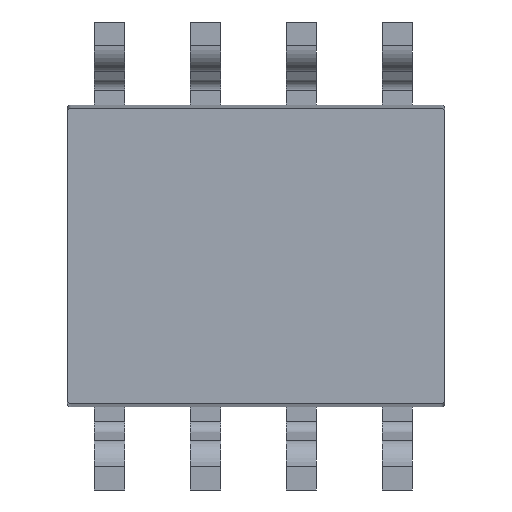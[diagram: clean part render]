
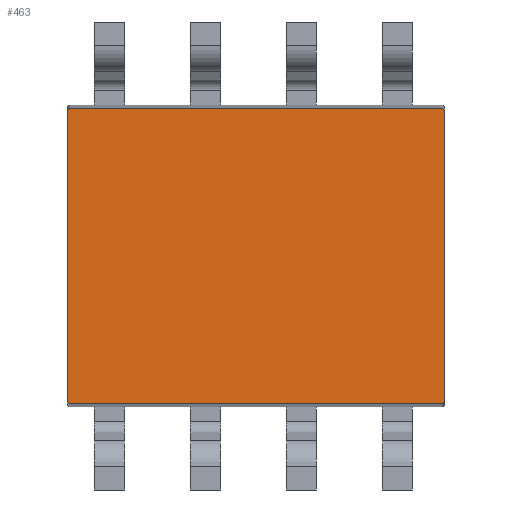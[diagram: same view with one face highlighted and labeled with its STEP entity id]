
A CAD part, front view. The second image highlights one B-rep face of the part: STEP entity #463.
In plain terms, the highlighted planar face has unit normal (0, -1, 0).
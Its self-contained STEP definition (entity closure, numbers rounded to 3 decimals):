
#453 = EDGE_CURVE ( 'NONE', #528, #478, #1862, .T. ) ;
#460 = EDGE_CURVE ( 'NONE', #520, #528, #1911, .T. ) ;
#461 = EDGE_LOOP ( 'NONE', ( #471, #475, #464, #466, #560, #467, #465, #468 ) ) ;
#463 = ADVANCED_FACE ( 'NONE', ( #1879 ), #1914, .F. ) ;
#464 = ORIENTED_EDGE ( 'NONE', *, *, #563, .F. ) ;
#465 = ORIENTED_EDGE ( 'NONE', *, *, #480, .F. ) ;
#466 = ORIENTED_EDGE ( 'NONE', *, *, #578, .F. ) ;
#467 = ORIENTED_EDGE ( 'NONE', *, *, #573, .F. ) ;
#468 = ORIENTED_EDGE ( 'NONE', *, *, #453, .F. ) ;
#471 = ORIENTED_EDGE ( 'NONE', *, *, #460, .F. ) ;
#475 = ORIENTED_EDGE ( 'NONE', *, *, #524, .F. ) ;
#476 = VERTEX_POINT ( 'NONE', #1921 ) ;
#478 = VERTEX_POINT ( 'NONE', #1927 ) ;
#479 = VERTEX_POINT ( 'NONE', #1955 ) ;
#480 = EDGE_CURVE ( 'NONE', #478, #479, #1853, .T. ) ;
#489 = VERTEX_POINT ( 'NONE', #1821 ) ;
#520 = VERTEX_POINT ( 'NONE', #1807 ) ;
#524 = EDGE_CURVE ( 'NONE', #588, #520, #2058, .T. ) ;
#528 = VERTEX_POINT ( 'NONE', #2059 ) ;
#557 = VERTEX_POINT ( 'NONE', #2131 ) ;
#560 = ORIENTED_EDGE ( 'NONE', *, *, #585, .F. ) ;
#563 = EDGE_CURVE ( 'NONE', #557, #588, #2063, .T. ) ;
#573 = EDGE_CURVE ( 'NONE', #479, #489, #2081, .T. ) ;
#578 = EDGE_CURVE ( 'NONE', #476, #557, #2129, .T. ) ;
#585 = EDGE_CURVE ( 'NONE', #489, #476, #1981, .T. ) ;
#588 = VERTEX_POINT ( 'NONE', #2066 ) ;
#1807 = CARTESIAN_POINT ( 'NONE',  ( -2.5, -0.75, 1.904 ) ) ;
#1821 = CARTESIAN_POINT ( 'NONE',  ( 2.5, -0.75, -1.904 ) ) ;
#1849 = CARTESIAN_POINT ( 'NONE',  ( 2.5, -0.75, 1.904 ) ) ;
#1850 = CARTESIAN_POINT ( 'NONE',  ( 2.5, -0.75, 1.934 ) ) ;
#1851 = CARTESIAN_POINT ( 'NONE',  ( 2.479, -0.75, 1.955 ) ) ;
#1852 = CARTESIAN_POINT ( 'NONE',  ( 2.45, -0.75, 1.955 ) ) ;
#1853 =( BOUNDED_CURVE ( )  B_SPLINE_CURVE ( 3, ( #1852, #1851, #1850, #1849 ),
 .UNSPECIFIED., .F., .F. ) 
 B_SPLINE_CURVE_WITH_KNOTS ( ( 4, 4 ),
 ( 3.142, 4.712 ),
 .UNSPECIFIED. ) 
 CURVE ( )  GEOMETRIC_REPRESENTATION_ITEM ( )  RATIONAL_B_SPLINE_CURVE ( ( 1., 0.805, 0.805, 1. ) ) 
 REPRESENTATION_ITEM ( '' )  );
#1862 = LINE ( 'NONE', #1882, #1881 ) ;
#1879 = FACE_OUTER_BOUND ( 'NONE', #461, .T. ) ;
#1880 = DIRECTION ( 'NONE',  ( 1., 0., 0. ) ) ;
#1881 = VECTOR ( 'NONE', #1880, 1000. ) ;
#1882 = CARTESIAN_POINT ( 'NONE',  ( -2.5, -0.75, 1.955 ) ) ;
#1904 = CARTESIAN_POINT ( 'NONE',  ( -2.45, -0.75, 1.955 ) ) ;
#1905 = CARTESIAN_POINT ( 'NONE',  ( -2.479, -0.75, 1.955 ) ) ;
#1906 = CARTESIAN_POINT ( 'NONE',  ( -2.5, -0.75, 1.934 ) ) ;
#1907 = CARTESIAN_POINT ( 'NONE',  ( -2.5, -0.75, 1.904 ) ) ;
#1911 =( BOUNDED_CURVE ( )  B_SPLINE_CURVE ( 3, ( #1907, #1906, #1905, #1904 ),
 .UNSPECIFIED., .F., .F. ) 
 B_SPLINE_CURVE_WITH_KNOTS ( ( 4, 4 ),
 ( 4.712, 6.283 ),
 .UNSPECIFIED. ) 
 CURVE ( )  GEOMETRIC_REPRESENTATION_ITEM ( )  RATIONAL_B_SPLINE_CURVE ( ( 1., 0.805, 0.805, 1. ) ) 
 REPRESENTATION_ITEM ( '' )  );
#1914 = PLANE ( 'NONE',  #1931 ) ;
#1921 = CARTESIAN_POINT ( 'NONE',  ( 2.45, -0.75, -1.955 ) ) ;
#1927 = CARTESIAN_POINT ( 'NONE',  ( 2.45, -0.75, 1.955 ) ) ;
#1928 = DIRECTION ( 'NONE',  ( 0., 0., 1. ) ) ;
#1929 = DIRECTION ( 'NONE',  ( 0., 1., 0. ) ) ;
#1930 = CARTESIAN_POINT ( 'NONE',  ( -2.5, -0.75, 2. ) ) ;
#1931 = AXIS2_PLACEMENT_3D ( 'NONE', #1930, #1929, #1928 ) ;
#1955 = CARTESIAN_POINT ( 'NONE',  ( 2.5, -0.75, 1.904 ) ) ;
#1976 = CARTESIAN_POINT ( 'NONE',  ( 2.45, -0.75, -1.955 ) ) ;
#1977 = CARTESIAN_POINT ( 'NONE',  ( 2.479, -0.75, -1.955 ) ) ;
#1978 = CARTESIAN_POINT ( 'NONE',  ( 2.5, -0.75, -1.934 ) ) ;
#1979 = CARTESIAN_POINT ( 'NONE',  ( 2.5, -0.75, -1.904 ) ) ;
#1981 =( BOUNDED_CURVE ( )  B_SPLINE_CURVE ( 3, ( #1979, #1978, #1977, #1976 ),
 .UNSPECIFIED., .F., .T. ) 
 B_SPLINE_CURVE_WITH_KNOTS ( ( 4, 4 ),
 ( 4.712, 6.283 ),
 .UNSPECIFIED. ) 
 CURVE ( )  GEOMETRIC_REPRESENTATION_ITEM ( )  RATIONAL_B_SPLINE_CURVE ( ( 1., 0.805, 0.805, 1. ) ) 
 REPRESENTATION_ITEM ( '' )  );
#2055 = DIRECTION ( 'NONE',  ( 0., 0., 1. ) ) ;
#2056 = VECTOR ( 'NONE', #2055, 1000. ) ;
#2057 = CARTESIAN_POINT ( 'NONE',  ( -2.5, -0.75, 2. ) ) ;
#2058 = LINE ( 'NONE', #2057, #2056 ) ;
#2059 = CARTESIAN_POINT ( 'NONE',  ( -2.45, -0.75, 1.955 ) ) ;
#2061 = VECTOR ( 'NONE', #2096, 1000. ) ;
#2062 = CARTESIAN_POINT ( 'NONE',  ( -2.5, -0.75, -1.955 ) ) ;
#2063 =( BOUNDED_CURVE ( )  B_SPLINE_CURVE ( 3, ( #2106, #2105, #2104, #2103 ),
 .UNSPECIFIED., .F., .T. ) 
 B_SPLINE_CURVE_WITH_KNOTS ( ( 4, 4 ),
 ( 3.142, 4.712 ),
 .UNSPECIFIED. ) 
 CURVE ( )  GEOMETRIC_REPRESENTATION_ITEM ( )  RATIONAL_B_SPLINE_CURVE ( ( 1., 0.805, 0.805, 1. ) ) 
 REPRESENTATION_ITEM ( '' )  );
#2066 = CARTESIAN_POINT ( 'NONE',  ( -2.5, -0.75, -1.904 ) ) ;
#2080 = CARTESIAN_POINT ( 'NONE',  ( 2.5, -0.75, 2. ) ) ;
#2081 = LINE ( 'NONE', #2080, #2101 ) ;
#2096 = DIRECTION ( 'NONE',  ( -1., 0., 0. ) ) ;
#2100 = DIRECTION ( 'NONE',  ( 0., 0., -1. ) ) ;
#2101 = VECTOR ( 'NONE', #2100, 1000. ) ;
#2103 = CARTESIAN_POINT ( 'NONE',  ( -2.5, -0.75, -1.904 ) ) ;
#2104 = CARTESIAN_POINT ( 'NONE',  ( -2.5, -0.75, -1.934 ) ) ;
#2105 = CARTESIAN_POINT ( 'NONE',  ( -2.479, -0.75, -1.955 ) ) ;
#2106 = CARTESIAN_POINT ( 'NONE',  ( -2.45, -0.75, -1.955 ) ) ;
#2129 = LINE ( 'NONE', #2062, #2061 ) ;
#2131 = CARTESIAN_POINT ( 'NONE',  ( -2.45, -0.75, -1.955 ) ) ;
